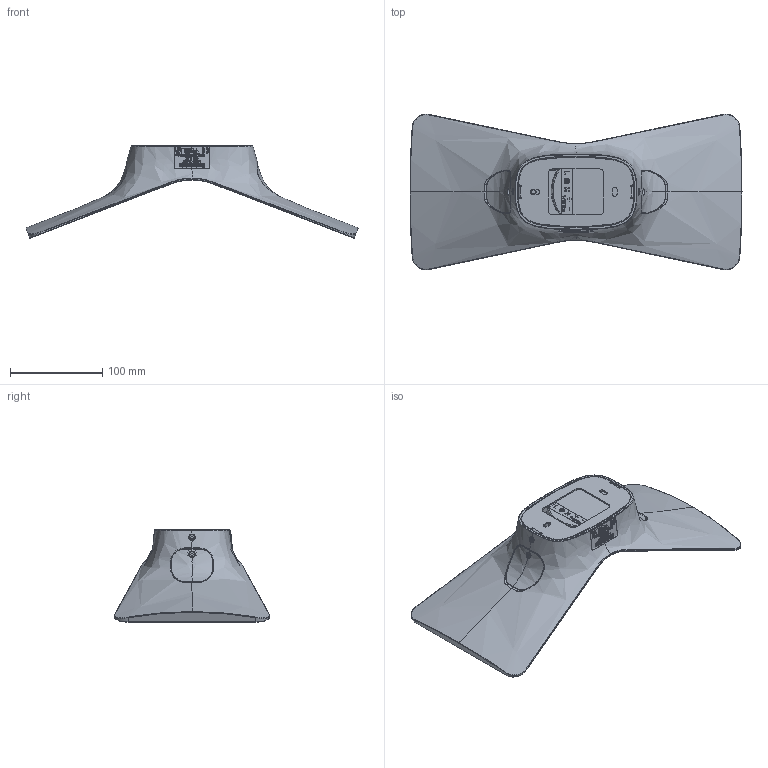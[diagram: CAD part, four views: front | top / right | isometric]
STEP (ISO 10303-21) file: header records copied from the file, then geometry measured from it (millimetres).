
FILE_DESCRIPTION(/* description */ (''),/* implementation_level */ '2;1');
FILE_NAME(/* name */ 'F431045200xxLE.stp',/* time_stamp */ '2020-01-16T11:33:36+01:00',/* author */ ('sghezzi'),/* organization */ (''),/* preprocessor_version */ 'ST-DEVELOPER v17.2',/* originating_system */ 'Autodesk Inventor 2019',/* authorisation */ '');
FILE_SCHEMA (('AUTOMOTIVE_DESIGN { 1 0 10303 214 3 1 1 }'));
Products named in the file (24): 4310; 007431000; 007431010; 005431000; 005386710; 007431020; 005431050; 003431000; 006521910; 006600289; 006526620; 063017001; 005431010; 005091114; 005408903; 063017000; 006359270; 003532008 L60; 005431020; 005424860; 005398922; 009431002; 009431040; 006424800
Assembly tree (46 placements, depth 3):
  4310
    007431000
    007431010
    005431000
    005386710
    007431020
    006521910  x4
    005431050  x2
    003431000  x2
    006600289  x4
    006526620
    063017001
    005431010
      005091114
      005408903
    063017000  x4
    006359270  x2
    003532008 L60  x2
    005431020  x4
    005424860  x3
    005398922  x3
    006424800  x4
    009431002
    009431040
Bounding box: 359.71 x 168.52 x 99.85 mm (x, y, z)
Volume: 658583.2 mm3; surface area: 212239.2 mm2
Topology: 68 solids, 68 shells, 2637 faces, 7016 edges, 4645 vertices
Faces by surface type: plane 1397, cylinder 785, bspline 371, cone 54, torus 26, sphere 4
Full cylindrical faces by diameter (mm): 0.337 x2, 0.538 x2, 1.7 x1, 1.8 x3, 2.1 x4, 2.459 x10, 2.735 x5, 3 x18, 3.2 x4, 3.242 x1, 3.5 x4, 3.8 x3, 4 x4, 4.2 x1, 4.21 x10, 4.3 x1, 4.5 x2, 5 x5, 5.5 x10, 6 x13, 6.4 x2, 7.5 x1, 7.7 x1, 8.8 x2, 9 x2, 11 x2, 18 x1
Entity records: 130523 total; most frequent: CARTESIAN_POINT 70058, ORIENTED_EDGE 12786, DIRECTION 11814, EDGE_CURVE 6393, VERTEX_POINT 4244, AXIS2_PLACEMENT_3D 3969, LINE 3876, VECTOR 3876
